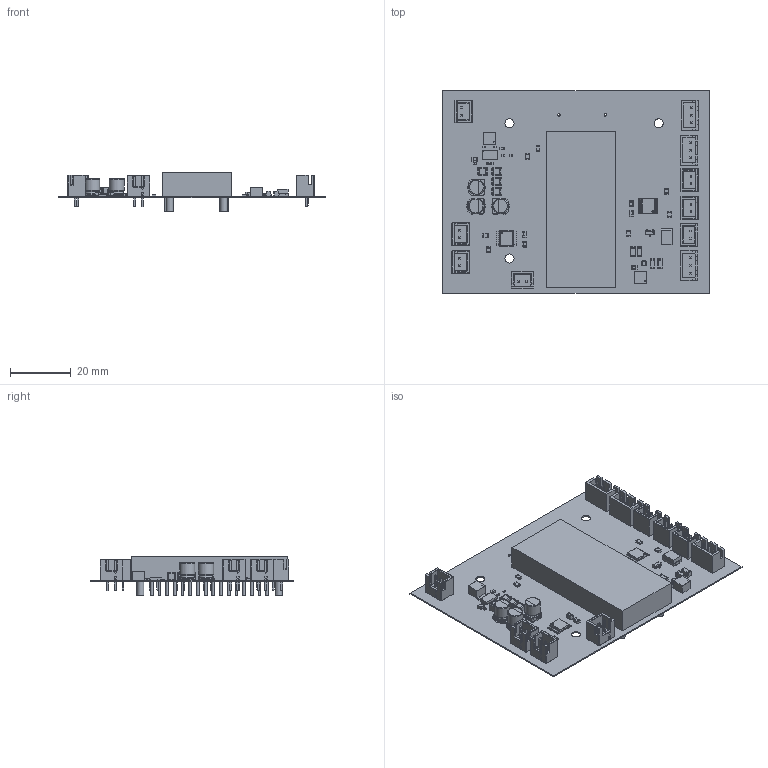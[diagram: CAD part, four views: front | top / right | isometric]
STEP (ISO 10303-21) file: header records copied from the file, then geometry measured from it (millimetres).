
FILE_DESCRIPTION(('Open CASCADE Model'),'2;1');
FILE_NAME('Open CASCADE Shape Model','2025-01-25T18:14:36',('Author'),( 'Open CASCADE'),'Open CASCADE STEP processor 7.5','Open CASCADE 7.5' ,'Unknown');
FILE_SCHEMA(('AUTOMOTIVE_DESIGN { 1 0 10303 214 1 1 1 1 }'));
Length unit declared in the file: millimetre
Products named in the file (170): PCB; Board; Open CASCADE STEP translator 7.5 2.1.1; R10; 8074183824; solidBody; Terminal; solidTop; R8; 8074183184; L1; 8074185424; body_SSMC_4030; land_pattern_SSMC_4020; C18; 8074185584; C17; 8074186624; Fillet1; Fillet2; body2; C16; C15; C14; 8074194304; C13; 8074192224; C12; C11; 8074184704; C7; 8074186944; C5; 8074184464; BOOST1; 8074193424; R3; 8074185184; C8; R9 ...
Assembly tree (218 placements, depth 5):
  PCB
    Board
      Open CASCADE STEP translator 7.5 2.1.1
    R10
      8074183824
        solidBody
        Terminal
        solidTop
    R8
      8074183184
    L1
      8074185424
        body_SSMC_4030
        land_pattern_SSMC_4020  x2
    C18
      8074185584
    C17
      8074186624
        Fillet1
        Fillet2
        body2
    C16
      8074186624
        Fillet1
        Fillet2
        body2
    C15
      8074186624
        Fillet1
        Fillet2
        body2
    C14
      8074194304
    C13
      8074192224
    C12
      8074185584
    C11
      8074184704
    C7
      8074186944
    C5
      8074184464
    BOOST1
      8074193424
    R3
      8074185184
        solidBody
        Terminal
        solidTop
    C8
      8074194304
    R9
      8074189984
        solidBody
        Terminal
        solidTop
    C9
      8074189504
        Fillet1
Bounding box: 88.14 x 66.93 x 13.1 mm (x, y, z)
Volume: 19899 mm3; surface area: 41605.1 mm2
Topology: 1273 solids, 1291 shells, 7387 faces, 13272 edges, 8308 vertices
Faces by surface type: plane 4680, cylinder 2173, sphere 310, torus 113, bspline 93, cone 18
Full cylindrical faces by diameter (mm): 0.163 x1, 0.55 x2, 0.8 x2, 0.9 x9, 0.91 x896, 1 x14, 1.11 x28, 2.34 x128, 3 x3, 4.95 x3, 5 x3
Entity records: 81619 total; most frequent: CARTESIAN_POINT 13733, DIRECTION 12734, ORIENTED_EDGE 12038, EDGE_CURVE 6046, LINE 4544, VECTOR 4544, AXIS2_PLACEMENT_3D 4095, VERTEX_POINT 3866
